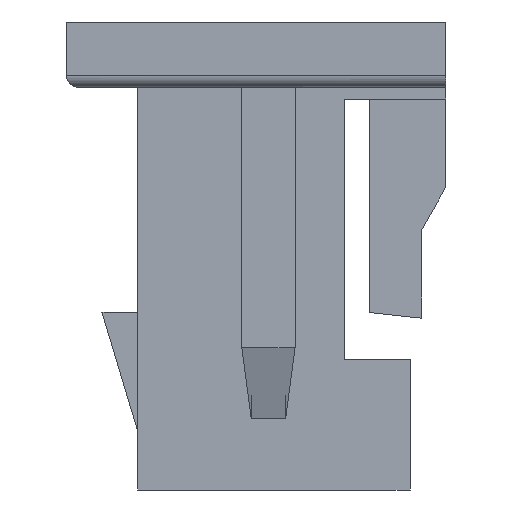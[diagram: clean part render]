
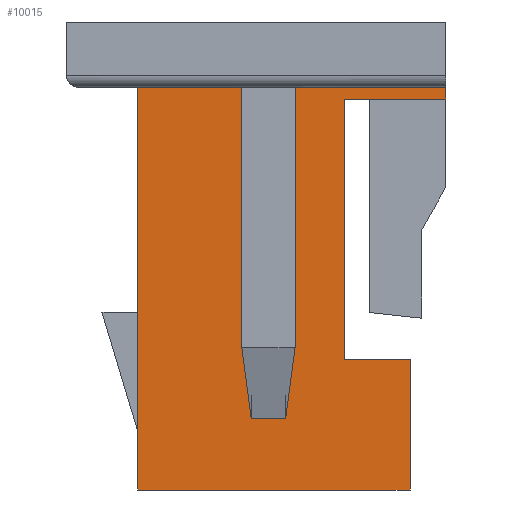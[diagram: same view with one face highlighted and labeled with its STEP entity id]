
A CAD part, left-side view. The second image highlights one B-rep face of the part: STEP entity #10015.
In plain terms, the highlighted planar face has unit normal (-1, 0, 0).
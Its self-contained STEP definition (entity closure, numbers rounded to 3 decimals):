
#1673=ORIENTED_EDGE('',*,*,#3166,.F.);
#1674=ORIENTED_EDGE('',*,*,#4138,.T.);
#1675=ORIENTED_EDGE('',*,*,#4139,.T.);
#1676=ORIENTED_EDGE('',*,*,#4140,.F.);
#1677=ORIENTED_EDGE('',*,*,#3043,.F.);
#1678=ORIENTED_EDGE('',*,*,#2999,.F.);
#1679=ORIENTED_EDGE('',*,*,#4141,.T.);
#1680=ORIENTED_EDGE('',*,*,#4142,.F.);
#1681=ORIENTED_EDGE('',*,*,#4143,.F.);
#1682=ORIENTED_EDGE('',*,*,#2995,.F.);
#1683=ORIENTED_EDGE('',*,*,#3299,.T.);
#1684=ORIENTED_EDGE('',*,*,#3206,.F.);
#2995=EDGE_CURVE('',#4464,#4465,#5428,.T.);
#2999=EDGE_CURVE('',#4468,#4469,#5432,.T.);
#3043=EDGE_CURVE('',#4469,#4503,#5472,.T.);
#3166=EDGE_CURVE('',#4622,#4623,#5595,.T.);
#3206=EDGE_CURVE('',#4623,#4654,#5635,.T.);
#3299=EDGE_CURVE('',#4464,#4654,#5728,.T.);
#4138=EDGE_CURVE('',#4622,#5320,#6567,.T.);
#4139=EDGE_CURVE('',#5320,#5321,#6568,.T.);
#4140=EDGE_CURVE('',#4503,#5321,#6569,.T.);
#4141=EDGE_CURVE('',#4468,#5322,#6570,.T.);
#4142=EDGE_CURVE('',#5323,#5322,#6571,.T.);
#4143=EDGE_CURVE('',#4465,#5323,#6572,.T.);
#4464=VERTEX_POINT('',#13231);
#4465=VERTEX_POINT('',#13233);
#4468=VERTEX_POINT('',#13239);
#4469=VERTEX_POINT('',#13241);
#4503=VERTEX_POINT('',#13328);
#4622=VERTEX_POINT('',#13572);
#4623=VERTEX_POINT('',#13574);
#4654=VERTEX_POINT('',#13654);
#5320=VERTEX_POINT('',#15454);
#5321=VERTEX_POINT('',#15456);
#5322=VERTEX_POINT('',#15459);
#5323=VERTEX_POINT('',#15461);
#5428=LINE('',#13232,#6891);
#5432=LINE('',#13240,#6895);
#5472=LINE('',#13327,#6935);
#5595=LINE('',#13573,#7058);
#5635=LINE('',#13653,#7098);
#5728=LINE('',#13825,#7191);
#6567=LINE('',#15453,#8030);
#6568=LINE('',#15455,#8031);
#6569=LINE('',#15457,#8032);
#6570=LINE('',#15458,#8033);
#6571=LINE('',#15460,#8034);
#6572=LINE('',#15462,#8035);
#6891=VECTOR('',#10792,1000.);
#6895=VECTOR('',#10796,1000.);
#6935=VECTOR('',#10862,1000.);
#7058=VECTOR('',#10991,1000.);
#7098=VECTOR('',#11049,1000.);
#7191=VECTOR('',#11144,1000.);
#8030=VECTOR('',#12385,1000.);
#8031=VECTOR('',#12386,1000.);
#8032=VECTOR('',#12387,1000.);
#8033=VECTOR('',#12388,1000.);
#8034=VECTOR('',#12389,1000.);
#8035=VECTOR('',#12390,1000.);
#8581=EDGE_LOOP('',(#1673,#1674,#1675,#1676,#1677,#1678,#1679,#1680,#1681,
#1682,#1683,#1684));
#9070=FACE_BOUND('',#8581,.T.);
#9543=PLANE('',#10511);
#10015=ADVANCED_FACE('',(#9070),#9543,.F.);
#10511=AXIS2_PLACEMENT_3D('',#15452,#12383,#12384);
#10792=DIRECTION('',(0.,-1.,0.));
#10796=DIRECTION('',(0.,-1.,0.));
#10862=DIRECTION('',(0.,0.,-1.));
#10991=DIRECTION('',(0.,0.,-1.));
#11049=DIRECTION('',(0.,1.,0.));
#11144=DIRECTION('',(0.,0.,-1.));
#12383=DIRECTION('',(1.,0.,0.));
#12384=DIRECTION('',(0.,0.,-1.));
#12385=DIRECTION('',(0.,1.,0.));
#12386=DIRECTION('',(0.,0.,1.));
#12387=DIRECTION('',(0.,1.,0.));
#12388=DIRECTION('',(0.,0.,-1.));
#12389=DIRECTION('',(0.,-1.,0.));
#12390=DIRECTION('',(0.,0.,-1.));
#13231=CARTESIAN_POINT('',(-7.725,1.,1.425));
#13232=CARTESIAN_POINT('',(-7.725,1.6,1.425));
#13233=CARTESIAN_POINT('',(-7.725,0.04,1.425));
#13239=CARTESIAN_POINT('',(-7.725,-0.25,1.425));
#13240=CARTESIAN_POINT('',(-7.725,-0.33,1.425));
#13241=CARTESIAN_POINT('',(-7.725,-1.6,1.425));
#13327=CARTESIAN_POINT('',(-7.725,-1.6,1.425));
#13328=CARTESIAN_POINT('',(-7.725,-1.6,1.325));
#13572=CARTESIAN_POINT('',(-7.725,-1.3,-0.875));
#13573=CARTESIAN_POINT('',(-7.725,-1.3,0.));
#13574=CARTESIAN_POINT('',(-7.725,-1.3,-1.975));
#13653=CARTESIAN_POINT('',(-7.725,-1.6,-1.975));
#13654=CARTESIAN_POINT('',(-7.725,1.,-1.975));
#13825=CARTESIAN_POINT('',(-7.725,1.,1.425));
#15452=CARTESIAN_POINT('',(-7.725,0.,0.));
#15453=CARTESIAN_POINT('',(-7.725,-1.85,-0.875));
#15454=CARTESIAN_POINT('',(-7.725,-0.75,-0.875));
#15455=CARTESIAN_POINT('',(-7.725,-0.75,-0.875));
#15456=CARTESIAN_POINT('',(-7.725,-0.75,1.325));
#15457=CARTESIAN_POINT('',(-7.725,-1.85,1.325));
#15458=CARTESIAN_POINT('',(-7.725,-0.25,1.425));
#15459=CARTESIAN_POINT('',(-7.725,-0.25,-1.375));
#15460=CARTESIAN_POINT('',(-7.725,0.12,-1.375));
#15461=CARTESIAN_POINT('',(-7.725,0.04,-1.375));
#15462=CARTESIAN_POINT('',(-7.725,0.04,1.425));
